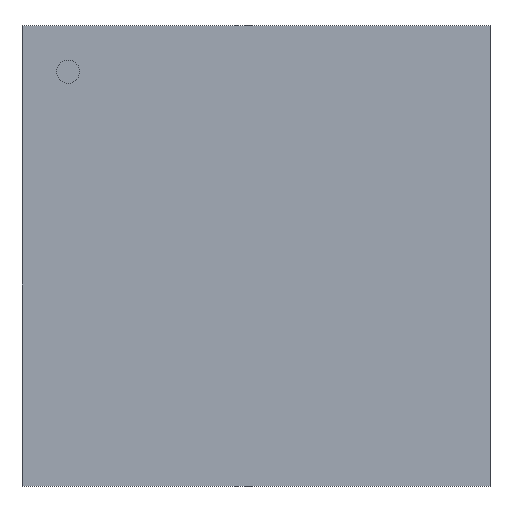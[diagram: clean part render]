
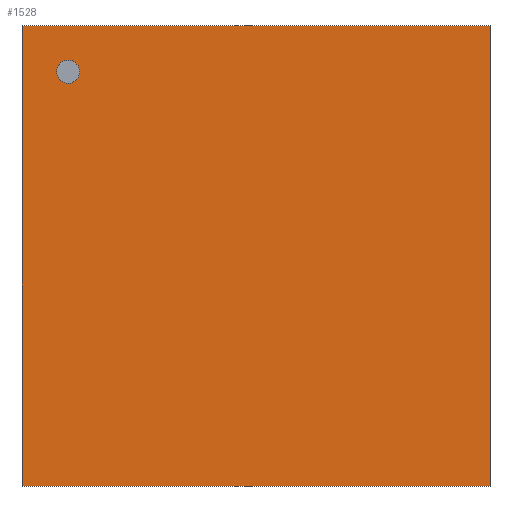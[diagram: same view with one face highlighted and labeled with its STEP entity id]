
A CAD part, top view. The second image highlights one B-rep face of the part: STEP entity #1528.
In plain terms, the highlighted planar face has unit normal (0, 0, 1).
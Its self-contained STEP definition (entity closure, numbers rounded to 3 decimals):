
#1304=CARTESIAN_POINT('',(2.243,-2.207,0.635));
#1303=VERTEX_POINT('',#1304);
#1314=CARTESIAN_POINT('',(-2.243,-2.207,0.635));
#1313=VERTEX_POINT('',#1314);
#1312=EDGE_CURVE('',#1313,#1303,#1317,.T.);
#1317=LINE('',#1314,#1319);
#1319=VECTOR('',#1320,4.486);
#1320=DIRECTION('',(1.0,0.0,0.0));
#1353=CARTESIAN_POINT('',(2.243,2.207,0.635));
#1352=VERTEX_POINT('',#1353);
#1361=EDGE_CURVE('',#1303,#1352,#1366,.T.);
#1366=LINE('',#1304,#1368);
#1368=VECTOR('',#1369,4.415);
#1369=DIRECTION('',(0.0,1.0,0.0));
#1402=CARTESIAN_POINT('',(-2.243,2.207,0.635));
#1401=VERTEX_POINT('',#1402);
#1410=EDGE_CURVE('',#1352,#1401,#1415,.T.);
#1415=LINE('',#1353,#1417);
#1417=VECTOR('',#1418,4.486);
#1418=DIRECTION('',(-1.0,0.0,0.0));
#1459=EDGE_CURVE('',#1401,#1313,#1464,.T.);
#1464=LINE('',#1402,#1466);
#1466=VECTOR('',#1467,4.415);
#1467=DIRECTION('',(0.0,-1.0,0.0));
#1528=ADVANCED_FACE('',(#1534),#1529,.T.);
#1529=PLANE('',#1530);
#1530=AXIS2_PLACEMENT_3D('',#1531,#1532,#1533);
#1531=CARTESIAN_POINT('',(-2.243,-2.207,0.635));
#1532=DIRECTION('',(0.0,0.0,1.0));
#1533=DIRECTION('',(0.,1.,0.));
#1534=FACE_OUTER_BOUND('',#1535,.T.);
#1535=EDGE_LOOP('',(#1536,#1546,#1556,#1566));
#1536=ORIENTED_EDGE('',*,*,#1312,.T.);
#1546=ORIENTED_EDGE('',*,*,#1361,.T.);
#1556=ORIENTED_EDGE('',*,*,#1410,.T.);
#1566=ORIENTED_EDGE('',*,*,#1459,.T.);
